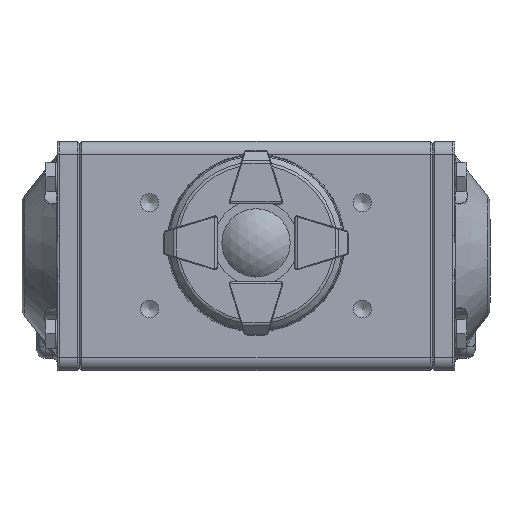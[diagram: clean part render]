
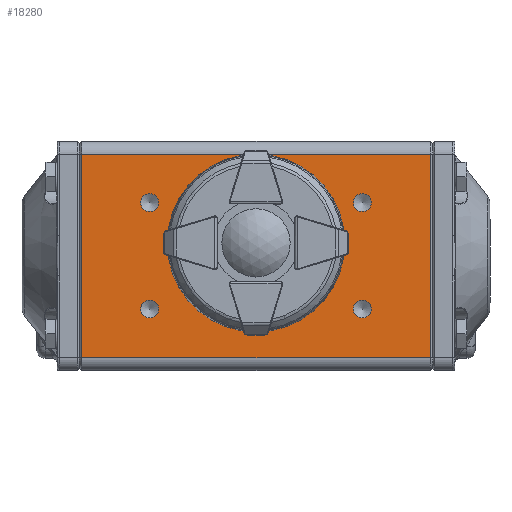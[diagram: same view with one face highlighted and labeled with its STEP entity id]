
A CAD part, top view. The second image highlights one B-rep face of the part: STEP entity #18280.
In plain terms, the highlighted face is planar.
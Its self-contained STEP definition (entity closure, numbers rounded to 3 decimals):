
#748=LINE('',#31326,#1653);
#749=LINE('',#31329,#1654);
#750=LINE('',#31331,#1655);
#751=LINE('',#31333,#1656);
#1653=VECTOR('',#23079,1000.);
#1654=VECTOR('',#23080,1000.);
#1655=VECTOR('',#23081,1000.);
#1656=VECTOR('',#23082,1000.);
#2548=PLANE('',#19898);
#5179=ORIENTED_EDGE('',*,*,#9042,.F.);
#5180=ORIENTED_EDGE('',*,*,#9043,.T.);
#5181=ORIENTED_EDGE('',*,*,#9044,.T.);
#5182=ORIENTED_EDGE('',*,*,#9045,.T.);
#5183=ORIENTED_EDGE('',*,*,#8907,.F.);
#5184=ORIENTED_EDGE('',*,*,#8909,.F.);
#5185=ORIENTED_EDGE('',*,*,#8911,.F.);
#5186=ORIENTED_EDGE('',*,*,#8913,.F.);
#5187=ORIENTED_EDGE('',*,*,#8877,.F.);
#8877=EDGE_CURVE('',#10986,#10986,#12209,.T.);
#8907=EDGE_CURVE('',#11022,#11022,#12235,.T.);
#8909=EDGE_CURVE('',#11025,#11025,#12237,.T.);
#8911=EDGE_CURVE('',#11028,#11028,#12239,.T.);
#8913=EDGE_CURVE('',#11031,#11031,#12241,.T.);
#9042=EDGE_CURVE('',#11136,#11137,#748,.T.);
#9043=EDGE_CURVE('',#11136,#11138,#749,.T.);
#9044=EDGE_CURVE('',#11138,#11139,#750,.T.);
#9045=EDGE_CURVE('',#11139,#11137,#751,.T.);
#10986=VERTEX_POINT('',#30699);
#11022=VERTEX_POINT('',#30786);
#11025=VERTEX_POINT('',#30793);
#11028=VERTEX_POINT('',#30800);
#11031=VERTEX_POINT('',#30807);
#11136=VERTEX_POINT('',#31327);
#11137=VERTEX_POINT('',#31328);
#11138=VERTEX_POINT('',#31330);
#11139=VERTEX_POINT('',#31332);
#12209=CIRCLE('',#19746,10.);
#12235=CIRCLE('',#19793,2.1);
#12237=CIRCLE('',#19797,2.1);
#12239=CIRCLE('',#19801,2.1);
#12241=CIRCLE('',#19805,2.1);
#13390=EDGE_LOOP('',(#5179,#5180,#5181,#5182));
#13391=EDGE_LOOP('',(#5183));
#13392=EDGE_LOOP('',(#5184));
#13393=EDGE_LOOP('',(#5185));
#13394=EDGE_LOOP('',(#5186));
#13395=EDGE_LOOP('',(#5187));
#14769=FACE_BOUND('',#13390,.T.);
#14770=FACE_BOUND('',#13391,.T.);
#14771=FACE_BOUND('',#13392,.T.);
#14772=FACE_BOUND('',#13393,.T.);
#14773=FACE_BOUND('',#13394,.T.);
#14774=FACE_BOUND('',#13395,.T.);
#18280=ADVANCED_FACE('',(#14769,#14770,#14771,#14772,#14773,#14774),#2548,
 .F.);
#19746=AXIS2_PLACEMENT_3D('',#30698,#22747,#22748);
#19793=AXIS2_PLACEMENT_3D('',#30785,#22845,#22846);
#19797=AXIS2_PLACEMENT_3D('',#30792,#22853,#22854);
#19801=AXIS2_PLACEMENT_3D('',#30799,#22861,#22862);
#19805=AXIS2_PLACEMENT_3D('',#30806,#22869,#22870);
#19898=AXIS2_PLACEMENT_3D('',#31325,#23077,#23078);
#22747=DIRECTION('',(0.,1.,0.));
#22748=DIRECTION('',(0.,0.,-1.));
#22845=DIRECTION('',(0.,1.,0.));
#22846=DIRECTION('',(0.,0.,1.));
#22853=DIRECTION('',(0.,1.,0.));
#22854=DIRECTION('',(0.,0.,1.));
#22861=DIRECTION('',(0.,1.,0.));
#22862=DIRECTION('',(0.,0.,1.));
#22869=DIRECTION('',(0.,1.,0.));
#22870=DIRECTION('',(0.,0.,1.));
#23077=DIRECTION('',(0.,-1.,0.));
#23078=DIRECTION('',(0.,0.,-1.));
#23079=DIRECTION('',(0.,0.,-1.));
#23080=DIRECTION('',(1.,0.,0.));
#23081=DIRECTION('',(0.,0.,-1.));
#23082=DIRECTION('',(-1.,0.,0.));
#30698=CARTESIAN_POINT('',(0.,23.9,0.));
#30699=CARTESIAN_POINT('',(0.,23.9,-10.));
#30785=CARTESIAN_POINT('',(9.5,23.9,-25.));
#30786=CARTESIAN_POINT('',(9.5,23.9,-22.9));
#30792=CARTESIAN_POINT('',(9.5,23.9,25.));
#30793=CARTESIAN_POINT('',(9.5,23.9,27.1));
#30799=CARTESIAN_POINT('',(-15.5,23.9,-25.));
#30800=CARTESIAN_POINT('',(-15.5,23.9,-22.9));
#30806=CARTESIAN_POINT('',(-15.5,23.9,25.));
#30807=CARTESIAN_POINT('',(-15.5,23.9,27.1));
#31325=CARTESIAN_POINT('',(20.9,23.9,41.5));
#31326=CARTESIAN_POINT('',(-26.9,23.9,41.5));
#31327=CARTESIAN_POINT('',(-26.9,23.9,40.9));
#31328=CARTESIAN_POINT('',(-26.9,23.9,-40.9));
#31329=CARTESIAN_POINT('',(20.9,23.9,40.9));
#31330=CARTESIAN_POINT('',(20.9,23.9,40.9));
#31331=CARTESIAN_POINT('',(20.9,23.9,41.5));
#31332=CARTESIAN_POINT('',(20.9,23.9,-40.9));
#31333=CARTESIAN_POINT('',(20.9,23.9,-40.9));
